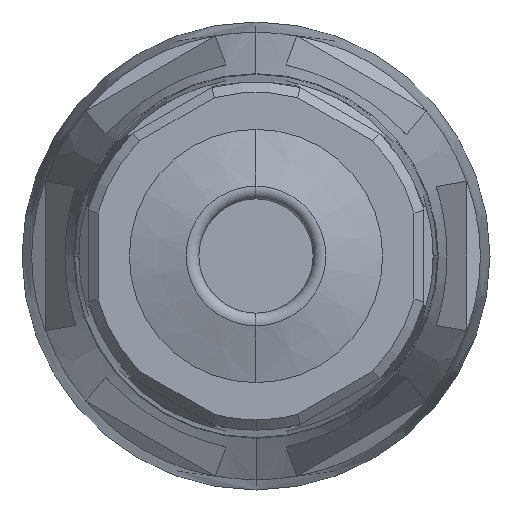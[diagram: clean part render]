
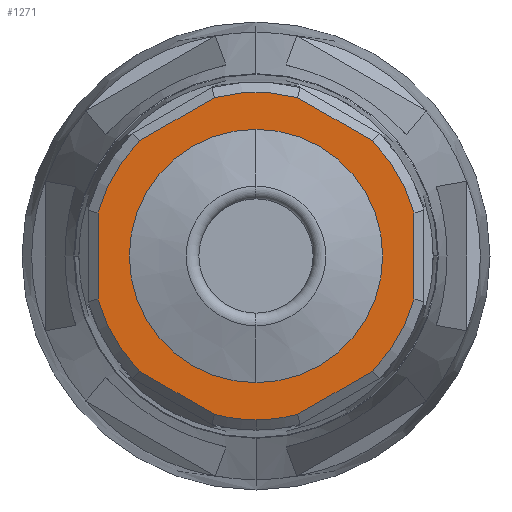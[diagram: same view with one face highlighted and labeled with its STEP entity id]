
A CAD part, left-side view. The second image highlights one B-rep face of the part: STEP entity #1271.
In plain terms, the highlighted planar face has unit normal (-1, 0, 0).
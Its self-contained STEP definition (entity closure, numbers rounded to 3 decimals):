
#37 = VECTOR ( 'NONE', #3481, 1000. ) ;
#97 = EDGE_CURVE ( 'NONE', #628, #3175, #4608, .T. ) ;
#109 = AXIS2_PLACEMENT_3D ( 'NONE', #1334, #4331, #1768 ) ;
#124 = DIRECTION ( 'NONE',  ( 0., 0., 1. ) ) ;
#140 = CARTESIAN_POINT ( 'NONE',  ( -48.4, -11.698, -11.606 ) ) ;
#150 = VECTOR ( 'NONE', #5320, 1000. ) ;
#282 = ORIENTED_EDGE ( 'NONE', *, *, #998, .T. ) ;
#316 = LINE ( 'NONE', #4278, #3498 ) ;
#344 = VERTEX_POINT ( 'NONE', #3404 ) ;
#349 = EDGE_CURVE ( 'NONE', #1895, #1090, #1505, .T. ) ;
#392 = CARTESIAN_POINT ( 'NONE',  ( -48.4, 0., 0. ) ) ;
#423 = DIRECTION ( 'NONE',  ( 0., 0., 1. ) ) ;
#439 = DIRECTION ( 'NONE',  ( -1., 0., 0. ) ) ;
#453 = EDGE_CURVE ( 'NONE', #2708, #1895, #953, .T. ) ;
#491 = VERTEX_POINT ( 'NONE', #1457 ) ;
#612 = CARTESIAN_POINT ( 'NONE',  ( -48.4, 11.698, 11.606 ) ) ;
#628 = VERTEX_POINT ( 'NONE', #3987 ) ;
#633 = PLANE ( 'NONE',  #2331 ) ;
#679 = LINE ( 'NONE', #720, #2843 ) ;
#720 = CARTESIAN_POINT ( 'NONE',  ( -48.4, -15.9, 4.543 ) ) ;
#724 = CIRCLE ( 'NONE', #3016, 12.75 ) ;
#763 = AXIS2_PLACEMENT_3D ( 'NONE', #964, #3971, #1406 ) ;
#783 = CIRCLE ( 'NONE', #4336, 16.478 ) ;
#823 = EDGE_CURVE ( 'NONE', #1090, #2650, #679, .T. ) ;
#831 = DIRECTION ( 'NONE',  ( 0., 0., 1. ) ) ;
#871 = CARTESIAN_POINT ( 'NONE',  ( -48.4, 0., -12.75 ) ) ;
#897 = EDGE_CURVE ( 'NONE', #5386, #344, #4110, .T. ) ;
#901 = CARTESIAN_POINT ( 'NONE',  ( -48.4, -15.9, -4.327 ) ) ;
#953 = LINE ( 'NONE', #3080, #5352 ) ;
#964 = CARTESIAN_POINT ( 'NONE',  ( -48.4, 0., 0. ) ) ;
#993 = CARTESIAN_POINT ( 'NONE',  ( -48.4, 0., 0. ) ) ;
#998 = EDGE_CURVE ( 'NONE', #2650, #5386, #2186, .T. ) ;
#1006 = CIRCLE ( 'NONE', #763, 16.478 ) ;
#1067 = DIRECTION ( 'NONE',  ( -1., 0., 0. ) ) ;
#1090 = VERTEX_POINT ( 'NONE', #901 ) ;
#1098 = CARTESIAN_POINT ( 'NONE',  ( -48.4, 0., 0. ) ) ;
#1168 = CARTESIAN_POINT ( 'NONE',  ( -48.4, 4.202, -15.934 ) ) ;
#1200 = VERTEX_POINT ( 'NONE', #2292 ) ;
#1212 = DIRECTION ( 'NONE',  ( -1., 0., 0. ) ) ;
#1271 = ADVANCED_FACE ( 'NONE', ( #5223, #3110 ), #633, .T. ) ;
#1294 = CARTESIAN_POINT ( 'NONE',  ( -48.4, -11.698, 11.606 ) ) ;
#1303 = VECTOR ( 'NONE', #4237, 1000. ) ;
#1332 = CIRCLE ( 'NONE', #3550, 12.75 ) ;
#1334 = CARTESIAN_POINT ( 'NONE',  ( -48.4, 0., 0. ) ) ;
#1369 = ORIENTED_EDGE ( 'NONE', *, *, #349, .T. ) ;
#1375 = DIRECTION ( 'NONE',  ( 0., -0.866, 0.5 ) ) ;
#1381 = EDGE_CURVE ( 'NONE', #344, #1200, #1006, .T. ) ;
#1406 = DIRECTION ( 'NONE',  ( 0., 0., 1. ) ) ;
#1412 = AXIS2_PLACEMENT_3D ( 'NONE', #392, #3422, #831 ) ;
#1437 = DIRECTION ( 'NONE',  ( 0., 0., 1. ) ) ;
#1457 = CARTESIAN_POINT ( 'NONE',  ( -48.4, 15.9, 4.327 ) ) ;
#1481 = CARTESIAN_POINT ( 'NONE',  ( -48.4, 15.9, -4.327 ) ) ;
#1505 = CIRCLE ( 'NONE', #1412, 16.478 ) ;
#1536 = DIRECTION ( 'NONE',  ( 0., 0., 1. ) ) ;
#1717 = ORIENTED_EDGE ( 'NONE', *, *, #453, .T. ) ;
#1734 = ORIENTED_EDGE ( 'NONE', *, *, #4716, .T. ) ;
#1768 = DIRECTION ( 'NONE',  ( 0., 0., 1. ) ) ;
#1781 = ORIENTED_EDGE ( 'NONE', *, *, #897, .T. ) ;
#1895 = VERTEX_POINT ( 'NONE', #140 ) ;
#1949 = VERTEX_POINT ( 'NONE', #612 ) ;
#2035 = CARTESIAN_POINT ( 'NONE',  ( -48.4, 0., -16.478 ) ) ;
#2086 = ORIENTED_EDGE ( 'NONE', *, *, #2421, .T. ) ;
#2186 = CIRCLE ( 'NONE', #109, 16.478 ) ;
#2190 = ORIENTED_EDGE ( 'NONE', *, *, #5528, .T. ) ;
#2223 = VERTEX_POINT ( 'NONE', #2035 ) ;
#2292 = CARTESIAN_POINT ( 'NONE',  ( -48.4, 4.202, 15.934 ) ) ;
#2331 = AXIS2_PLACEMENT_3D ( 'NONE', #2348, #1067, #4071 ) ;
#2348 = CARTESIAN_POINT ( 'NONE',  ( -48.4, 23.55, 0. ) ) ;
#2421 = EDGE_CURVE ( 'NONE', #1200, #1949, #316, .T. ) ;
#2459 = DIRECTION ( 'NONE',  ( 0., 0., 1. ) ) ;
#2527 = ORIENTED_EDGE ( 'NONE', *, *, #2752, .F. ) ;
#2565 = CARTESIAN_POINT ( 'NONE',  ( -48.4, -4.202, -15.934 ) ) ;
#2595 = DIRECTION ( 'NONE',  ( 0., 0.866, -0.5 ) ) ;
#2615 = ORIENTED_EDGE ( 'NONE', *, *, #3473, .T. ) ;
#2650 = VERTEX_POINT ( 'NONE', #5064 ) ;
#2705 = DIRECTION ( 'NONE',  ( -1., 0., 0. ) ) ;
#2708 = VERTEX_POINT ( 'NONE', #2565 ) ;
#2712 = ORIENTED_EDGE ( 'NONE', *, *, #97, .T. ) ;
#2752 = EDGE_CURVE ( 'NONE', #4829, #3842, #724, .T. ) ;
#2792 = CARTESIAN_POINT ( 'NONE',  ( -48.4, 4.016, -16.041 ) ) ;
#2824 = EDGE_CURVE ( 'NONE', #3022, #628, #4288, .T. ) ;
#2843 = VECTOR ( 'NONE', #2459, 1000. ) ;
#2910 = ORIENTED_EDGE ( 'NONE', *, *, #3932, .T. ) ;
#3013 = DIRECTION ( 'NONE',  ( -1., 0., 0. ) ) ;
#3016 = AXIS2_PLACEMENT_3D ( 'NONE', #5529, #3013, #423 ) ;
#3022 = VERTEX_POINT ( 'NONE', #1481 ) ;
#3033 = CARTESIAN_POINT ( 'NONE',  ( -48.4, 0., 0. ) ) ;
#3077 = CARTESIAN_POINT ( 'NONE',  ( -48.4, 0., 12.75 ) ) ;
#3080 = CARTESIAN_POINT ( 'NONE',  ( -48.4, -11.884, -11.498 ) ) ;
#3110 = FACE_BOUND ( 'NONE', #4400, .T. ) ;
#3175 = VERTEX_POINT ( 'NONE', #1168 ) ;
#3227 = ORIENTED_EDGE ( 'NONE', *, *, #823, .T. ) ;
#3230 = ORIENTED_EDGE ( 'NONE', *, *, #2824, .T. ) ;
#3343 = LINE ( 'NONE', #4749, #37 ) ;
#3404 = CARTESIAN_POINT ( 'NONE',  ( -48.4, -4.202, 15.934 ) ) ;
#3422 = DIRECTION ( 'NONE',  ( -1., 0., 0. ) ) ;
#3471 = DIRECTION ( 'NONE',  ( 0., 0., 1. ) ) ;
#3473 = EDGE_CURVE ( 'NONE', #1949, #491, #783, .T. ) ;
#3481 = DIRECTION ( 'NONE',  ( 0., 0., -1. ) ) ;
#3498 = VECTOR ( 'NONE', #2595, 1000. ) ;
#3508 = EDGE_LOOP ( 'NONE', ( #2712, #2190, #1734, #1717, #1369, #3227, #282, #1781, #3643, #2086, #2615, #2910, #3230 ) ) ;
#3550 = AXIS2_PLACEMENT_3D ( 'NONE', #5246, #2705, #124 ) ;
#3595 = AXIS2_PLACEMENT_3D ( 'NONE', #3033, #439, #3471 ) ;
#3643 = ORIENTED_EDGE ( 'NONE', *, *, #1381, .T. ) ;
#3794 = CARTESIAN_POINT ( 'NONE',  ( -48.4, 0., 0. ) ) ;
#3842 = VERTEX_POINT ( 'NONE', #3077 ) ;
#3847 = AXIS2_PLACEMENT_3D ( 'NONE', #993, #3995, #1437 ) ;
#3875 = EDGE_CURVE ( 'NONE', #3842, #4829, #1332, .T. ) ;
#3932 = EDGE_CURVE ( 'NONE', #491, #3022, #3343, .T. ) ;
#3971 = DIRECTION ( 'NONE',  ( -1., 0., 0. ) ) ;
#3987 = CARTESIAN_POINT ( 'NONE',  ( -48.4, 11.698, -11.606 ) ) ;
#3995 = DIRECTION ( 'NONE',  ( -1., 0., 0. ) ) ;
#4071 = DIRECTION ( 'NONE',  ( 0., 0., 1. ) ) ;
#4095 = DIRECTION ( 'NONE',  ( -1., 0., 0. ) ) ;
#4110 = LINE ( 'NONE', #5074, #1303 ) ;
#4205 = DIRECTION ( 'NONE',  ( 0., 0., 1. ) ) ;
#4237 = DIRECTION ( 'NONE',  ( 0., 0.866, 0.5 ) ) ;
#4278 = CARTESIAN_POINT ( 'NONE',  ( -48.4, 11.884, 11.498 ) ) ;
#4288 = CIRCLE ( 'NONE', #3595, 16.478 ) ;
#4331 = DIRECTION ( 'NONE',  ( -1., 0., 0. ) ) ;
#4336 = AXIS2_PLACEMENT_3D ( 'NONE', #1098, #4095, #1536 ) ;
#4400 = EDGE_LOOP ( 'NONE', ( #2527, #5140 ) ) ;
#4499 = CIRCLE ( 'NONE', #3847, 16.478 ) ;
#4608 = LINE ( 'NONE', #2792, #150 ) ;
#4682 = CIRCLE ( 'NONE', #4832, 16.478 ) ;
#4716 = EDGE_CURVE ( 'NONE', #2223, #2708, #4682, .T. ) ;
#4749 = CARTESIAN_POINT ( 'NONE',  ( -48.4, 15.9, -4.543 ) ) ;
#4829 = VERTEX_POINT ( 'NONE', #871 ) ;
#4832 = AXIS2_PLACEMENT_3D ( 'NONE', #3794, #1212, #4205 ) ;
#5064 = CARTESIAN_POINT ( 'NONE',  ( -48.4, -15.9, 4.327 ) ) ;
#5074 = CARTESIAN_POINT ( 'NONE',  ( -48.4, -4.016, 16.041 ) ) ;
#5140 = ORIENTED_EDGE ( 'NONE', *, *, #3875, .F. ) ;
#5223 = FACE_OUTER_BOUND ( 'NONE', #3508, .T. ) ;
#5246 = CARTESIAN_POINT ( 'NONE',  ( -48.4, 0., 0. ) ) ;
#5320 = DIRECTION ( 'NONE',  ( 0., -0.866, -0.5 ) ) ;
#5352 = VECTOR ( 'NONE', #1375, 1000. ) ;
#5386 = VERTEX_POINT ( 'NONE', #1294 ) ;
#5528 = EDGE_CURVE ( 'NONE', #3175, #2223, #4499, .T. ) ;
#5529 = CARTESIAN_POINT ( 'NONE',  ( -48.4, 0., 0. ) ) ;
